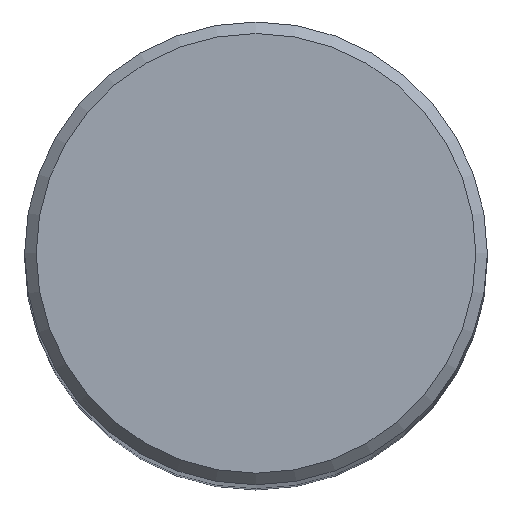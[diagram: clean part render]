
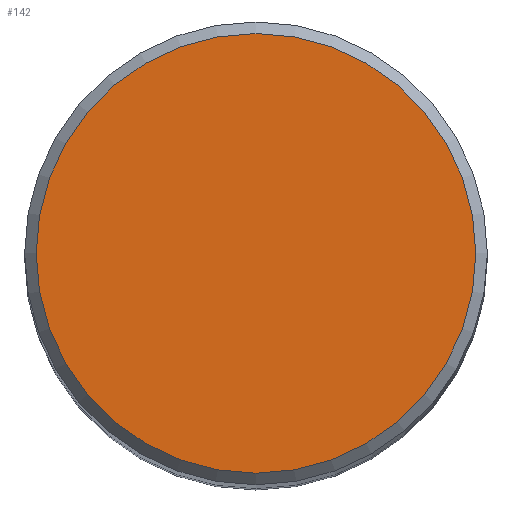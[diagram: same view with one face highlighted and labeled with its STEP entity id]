
A CAD part, top view. The second image highlights one B-rep face of the part: STEP entity #142.
In plain terms, the highlighted planar face has unit normal (0, 0, 1).
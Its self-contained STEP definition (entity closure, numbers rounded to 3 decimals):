
#6 = ORIENTED_EDGE ( 'NONE', *, *, #33, .F. ) ;
#8 = DIRECTION ( 'NONE',  ( 0., 1., 0. ) ) ;
#14 = PLANE ( 'NONE',  #185 ) ;
#25 = DIRECTION ( 'NONE',  ( 0., 0., -1. ) ) ;
#33 = EDGE_CURVE ( 'NONE', #135, #135, #38, .T. ) ;
#38 = CIRCLE ( 'NONE', #186, 9.5 ) ;
#134 = DIRECTION ( 'NONE',  ( 0., 1., 0. ) ) ;
#135 = VERTEX_POINT ( 'NONE', #197 ) ;
#138 = EDGE_LOOP ( 'NONE', ( #6 ) ) ;
#142 = ADVANCED_FACE ( 'NONE', ( #182 ), #14, .F. ) ;
#152 = CARTESIAN_POINT ( 'NONE',  ( 0., 0., 130. ) ) ;
#161 = CARTESIAN_POINT ( 'NONE',  ( 0., 0., 130. ) ) ;
#179 = DIRECTION ( 'NONE',  ( 0., 0., -1. ) ) ;
#182 = FACE_OUTER_BOUND ( 'NONE', #138, .T. ) ;
#185 = AXIS2_PLACEMENT_3D ( 'NONE', #152, #179, #134 ) ;
#186 = AXIS2_PLACEMENT_3D ( 'NONE', #161, #25, #8 ) ;
#197 = CARTESIAN_POINT ( 'NONE',  ( 0., 9.5, 130. ) ) ;
